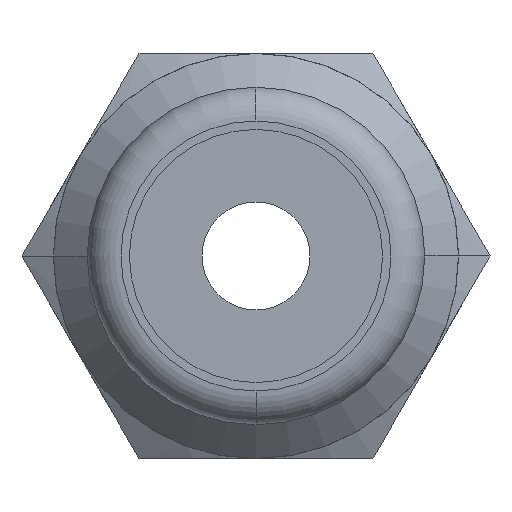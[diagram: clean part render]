
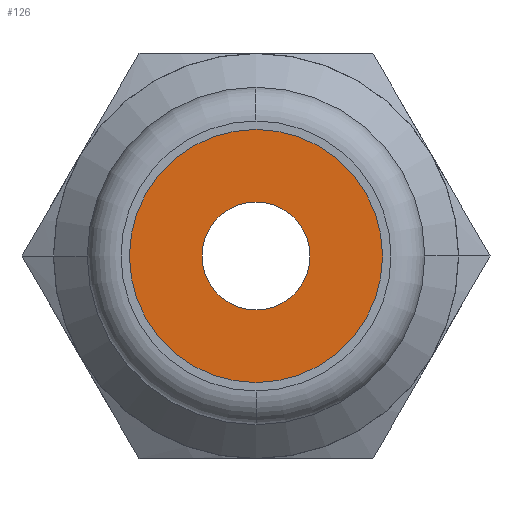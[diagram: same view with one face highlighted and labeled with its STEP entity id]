
A CAD part, front view. The second image highlights one B-rep face of the part: STEP entity #126.
In plain terms, the highlighted planar face has unit normal (0, -1, 0).
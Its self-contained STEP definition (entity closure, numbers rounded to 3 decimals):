
#126=ADVANCED_FACE('',(#287,#288),#289,.F.);
#287=FACE_BOUND('',#29907,.T.);
#288=FACE_OUTER_BOUND('',#29908,.T.);
#289=PLANE('',#29909);
#29907=EDGE_LOOP('',(#30193,#30194));
#29908=EDGE_LOOP('',(#30195,#30196));
#29909=AXIS2_PLACEMENT_3D('',#30197,#30198,#30199);
#30193=ORIENTED_EDGE('',*,*,#30608,.F.);
#30194=ORIENTED_EDGE('',*,*,#30609,.F.);
#30195=ORIENTED_EDGE('',*,*,#30610,.F.);
#30196=ORIENTED_EDGE('',*,*,#30576,.F.);
#30197=CARTESIAN_POINT('',(0.0,24.0,0.0));
#30198=DIRECTION('',(-0.0,1.0,0.0));
#30199=DIRECTION('',(1.0,0.0,0.0));
#30576=EDGE_CURVE('',#30803,#30798,#30805,.T.);
#30608=EDGE_CURVE('',#30849,#30850,#30851,.T.);
#30609=EDGE_CURVE('',#30850,#30849,#30852,.T.);
#30610=EDGE_CURVE('',#30798,#30803,#30853,.T.);
#30798=VERTEX_POINT('',#33400);
#30803=VERTEX_POINT('',#33406);
#30805=CIRCLE('',#33409,3.75);
#30849=VERTEX_POINT('',#33472);
#30850=VERTEX_POINT('',#33473);
#30851=CIRCLE('',#33474,1.6);
#30852=CIRCLE('',#33475,1.6);
#30853=CIRCLE('',#33476,3.75);
#33400=CARTESIAN_POINT('',(3.75,24.0,0.0));
#33406=CARTESIAN_POINT('',(-3.75,24.0,0.));
#33409=AXIS2_PLACEMENT_3D('',#33867,#33868,#33869);
#33472=CARTESIAN_POINT('',(-1.6,24.0,0.));
#33473=CARTESIAN_POINT('',(1.6,24.0,0.));
#33474=AXIS2_PLACEMENT_3D('',#33917,#33918,#33919);
#33475=AXIS2_PLACEMENT_3D('',#33920,#33921,#33922);
#33476=AXIS2_PLACEMENT_3D('',#33923,#33924,#33925);
#33867=CARTESIAN_POINT('',(0.0,24.0,0.0));
#33868=DIRECTION('',(-0.0,1.0,0.0));
#33869=DIRECTION('',(1.0,0.0,0.0));
#33917=CARTESIAN_POINT('',(0.0,24.0,0.0));
#33918=DIRECTION('',(0.0,-1.0,0.0));
#33919=DIRECTION('',(1.0,0.0,0.0));
#33920=CARTESIAN_POINT('',(0.0,24.0,0.0));
#33921=DIRECTION('',(0.0,-1.0,0.0));
#33922=DIRECTION('',(1.0,0.0,0.0));
#33923=CARTESIAN_POINT('',(0.0,24.0,0.0));
#33924=DIRECTION('',(-0.0,1.0,0.0));
#33925=DIRECTION('',(1.0,0.0,0.0));
